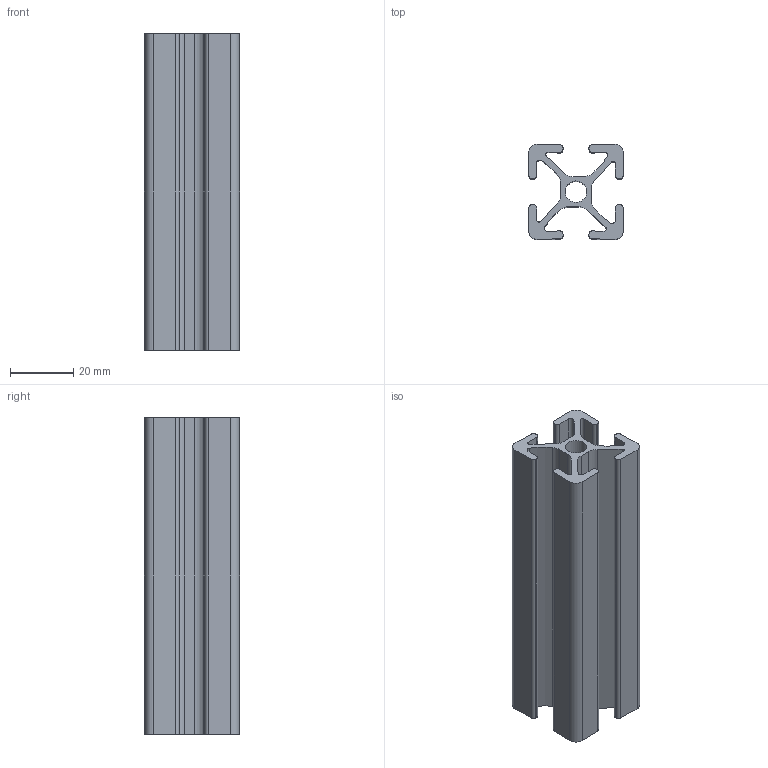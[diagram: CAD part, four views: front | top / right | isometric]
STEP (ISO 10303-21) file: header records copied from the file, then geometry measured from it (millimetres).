
FILE_DESCRIPTION(/* description */ (''),/* implementation_level */ '2;1');
FILE_NAME(/* name */ 'PI-2010_30x30-830.stp',/* time_stamp */ '2020-02-26T13:19:57+01:00',/* author */ ('jmaun'),/* organization */ (''),/* preprocessor_version */ 'ST-DEVELOPER v17',/* originating_system */ 'Autodesk Inventor 2019',/* authorisation */ '');
FILE_SCHEMA (('AUTOMOTIVE_DESIGN { 1 0 10303 214 3 1 1 }'));
Length unit declared in the file: millimetre
Products named in the file (1): PI-2010_30x30-830
Bounding box: 30 x 30 x 100 mm (x, y, z)
Volume: 33332 mm3; surface area: 27417.7 mm2
Topology: 1 solids, 1 shells, 75 faces, 219 edges, 146 vertices
Faces by surface type: cylinder 41, plane 34
Full cylindrical faces by diameter (mm): 6.8 x1
Entity records: 2558 total; most frequent: DIRECTION 453, CARTESIAN_POINT 441, ORIENTED_EDGE 438, EDGE_CURVE 219, AXIS2_PLACEMENT_3D 158, VERTEX_POINT 146, LINE 137, VECTOR 137
